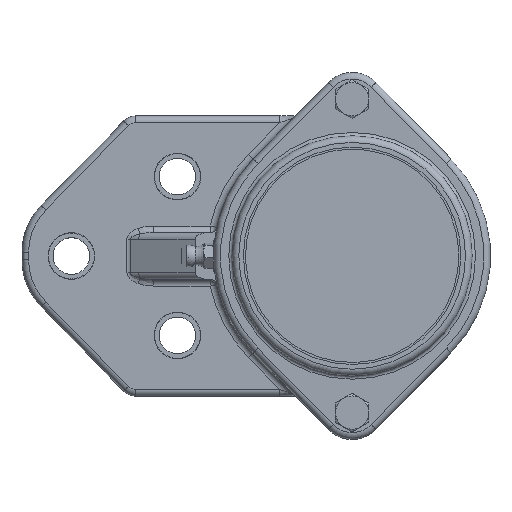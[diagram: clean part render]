
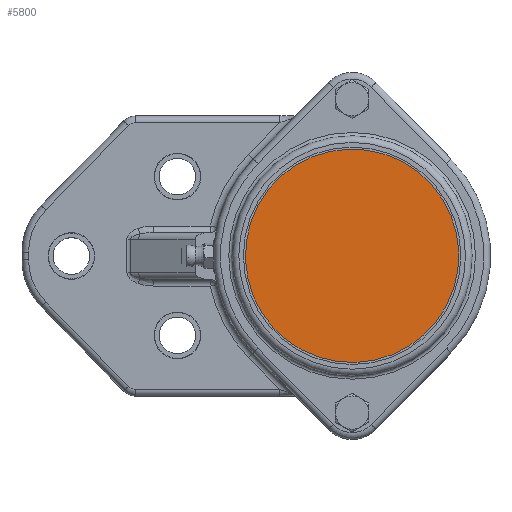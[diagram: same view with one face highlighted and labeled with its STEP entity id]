
A CAD part, top view. The second image highlights one B-rep face of the part: STEP entity #5800.
In plain terms, the highlighted planar face has unit normal (0, 0, 1).
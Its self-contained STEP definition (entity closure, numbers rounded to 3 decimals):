
#488=FACE_OUTER_BOUND('',#1619,.T.);
#1303=PLANE('',#6377);
#1619=EDGE_LOOP('',(#4363));
#2071=CIRCLE('',#6375,32.);
#2587=VERTEX_POINT('',#9975);
#3231=EDGE_CURVE('',#2587,#2587,#2071,.T.);
#4363=ORIENTED_EDGE('',*,*,#3231,.F.);
#5800=ADVANCED_FACE('',(#488),#1303,.T.);
#6375=AXIS2_PLACEMENT_3D('',#9976,#7612,#7613);
#6377=AXIS2_PLACEMENT_3D('',#9980,#7617,#7618);
#7612=DIRECTION('center_axis',(0.,0.,
-1.));
#7613=DIRECTION('ref_axis',(-0.469,-0.883,0.));
#7617=DIRECTION('center_axis',(0.,0.,
1.));
#7618=DIRECTION('ref_axis',(-0.469,-0.883,0.));
#9975=CARTESIAN_POINT('',(14.994,28.27,57.7));
#9976=CARTESIAN_POINT('Origin',(0.,0.,
57.7));
#9980=CARTESIAN_POINT('Origin',(0.,0.,
57.7));
